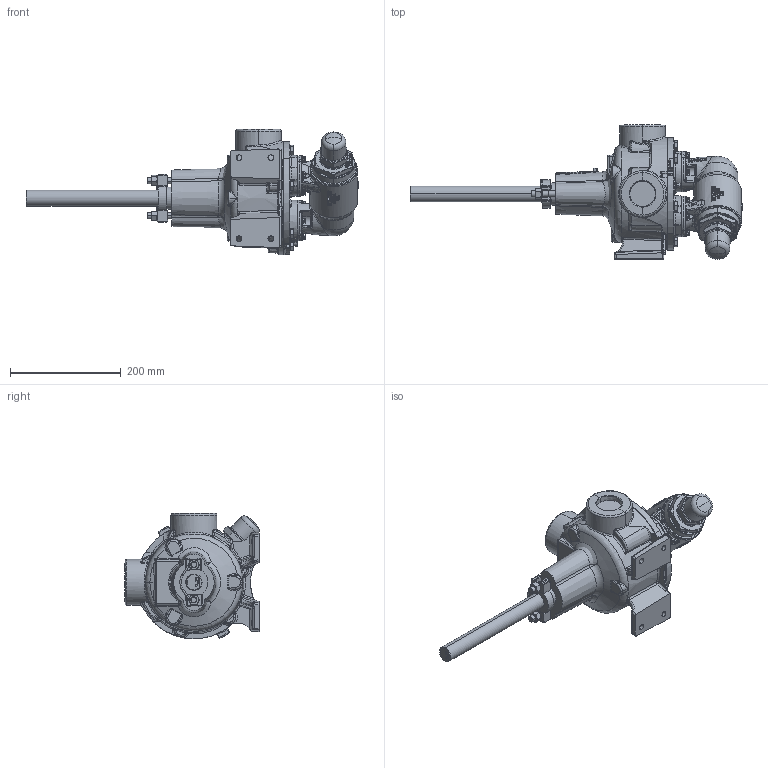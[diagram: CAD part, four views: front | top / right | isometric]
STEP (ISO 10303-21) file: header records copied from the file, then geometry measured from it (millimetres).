
FILE_DESCRIPTION (( 'STEP AP214' ), '1' );
FILE_NAME ('K32.STEP', '2016-12-15T14:22:54', ( '' ), ( '' ), 'SwSTEP 2.0', 'SolidWorks 2016', '' );
FILE_SCHEMA (( 'AUTOMOTIVE_DESIGN' ));
Length unit declared in the file: inch
Products named in the file (2): K32
Bounding box: 598.28 x 242.28 x 226.53 mm (x, y, z)
Volume: 5463406.3 mm3; surface area: 327903.2 mm2
Topology: 1 solids, 1 shells, 2555 faces, 6564 edges, 4040 vertices
Faces by surface type: plane 904, bspline 719, cylinder 425, cone 254, torus 177, sphere 76
Entity records: 153525 total; most frequent: CARTESIAN_POINT 64832, ORIENTED_EDGE 12994, DIRECTION 9676, EDGE_CURVE 6497, VERTEX_POINT 4036, AXIS2_PLACEMENT_3D 3833, EDGE_LOOP 2683, DIMENSIONAL_EXPONENTS 2558
